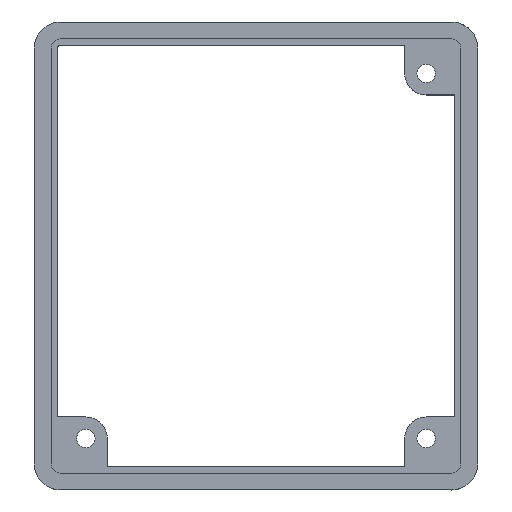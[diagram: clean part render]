
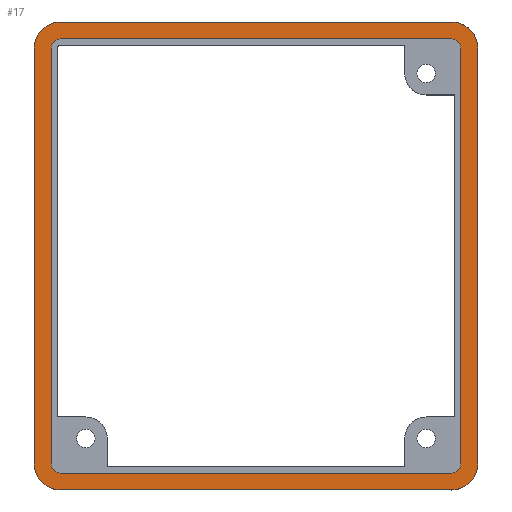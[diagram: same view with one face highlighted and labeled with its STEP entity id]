
A CAD part, top view. The second image highlights one B-rep face of the part: STEP entity #17.
In plain terms, the highlighted planar face has unit normal (0, 0, 1).
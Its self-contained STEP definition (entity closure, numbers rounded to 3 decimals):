
#17 = ADVANCED_FACE('',(#18,#88),#158,.T.);
#18 = FACE_BOUND('',#19,.T.);
#19 = EDGE_LOOP('',(#20,#31,#39,#48,#56,#65,#73,#82));
#20 = ORIENTED_EDGE('',*,*,#21,.T.);
#21 = EDGE_CURVE('',#22,#24,#26,.T.);
#22 = VERTEX_POINT('',#23);
#23 = CARTESIAN_POINT('',(-31.9,38.15,0.2));
#24 = VERTEX_POINT('',#25);
#25 = CARTESIAN_POINT('',(-36.15,33.9,0.2));
#26 = CIRCLE('',#27,4.25);
#27 = AXIS2_PLACEMENT_3D('',#28,#29,#30);
#28 = CARTESIAN_POINT('',(-31.9,33.9,0.2));
#29 = DIRECTION('',(0.,0.,1.));
#30 = DIRECTION('',(1.,0.,0.));
#31 = ORIENTED_EDGE('',*,*,#32,.F.);
#32 = EDGE_CURVE('',#33,#24,#35,.T.);
#33 = VERTEX_POINT('',#34);
#34 = CARTESIAN_POINT('',(-36.15,-33.9,0.2));
#35 = LINE('',#36,#37);
#36 = CARTESIAN_POINT('',(-36.15,-33.9,0.2));
#37 = VECTOR('',#38,1.);
#38 = DIRECTION('',(0.,1.,0.));
#39 = ORIENTED_EDGE('',*,*,#40,.T.);
#40 = EDGE_CURVE('',#33,#41,#43,.T.);
#41 = VERTEX_POINT('',#42);
#42 = CARTESIAN_POINT('',(-31.9,-38.15,0.2));
#43 = CIRCLE('',#44,4.25);
#44 = AXIS2_PLACEMENT_3D('',#45,#46,#47);
#45 = CARTESIAN_POINT('',(-31.9,-33.9,0.2));
#46 = DIRECTION('',(0.,0.,1.));
#47 = DIRECTION('',(1.,0.,0.));
#48 = ORIENTED_EDGE('',*,*,#49,.F.);
#49 = EDGE_CURVE('',#50,#41,#52,.T.);
#50 = VERTEX_POINT('',#51);
#51 = CARTESIAN_POINT('',(31.9,-38.15,0.2));
#52 = LINE('',#53,#54);
#53 = CARTESIAN_POINT('',(31.9,-38.15,0.2));
#54 = VECTOR('',#55,1.);
#55 = DIRECTION('',(-1.,0.,0.));
#56 = ORIENTED_EDGE('',*,*,#57,.T.);
#57 = EDGE_CURVE('',#50,#58,#60,.T.);
#58 = VERTEX_POINT('',#59);
#59 = CARTESIAN_POINT('',(36.15,-33.9,0.2));
#60 = CIRCLE('',#61,4.25);
#61 = AXIS2_PLACEMENT_3D('',#62,#63,#64);
#62 = CARTESIAN_POINT('',(31.9,-33.9,0.2));
#63 = DIRECTION('',(0.,0.,1.));
#64 = DIRECTION('',(1.,0.,0.));
#65 = ORIENTED_EDGE('',*,*,#66,.F.);
#66 = EDGE_CURVE('',#67,#58,#69,.T.);
#67 = VERTEX_POINT('',#68);
#68 = CARTESIAN_POINT('',(36.15,33.9,0.2));
#69 = LINE('',#70,#71);
#70 = CARTESIAN_POINT('',(36.15,33.9,0.2));
#71 = VECTOR('',#72,1.);
#72 = DIRECTION('',(0.,-1.,0.));
#73 = ORIENTED_EDGE('',*,*,#74,.T.);
#74 = EDGE_CURVE('',#67,#75,#77,.T.);
#75 = VERTEX_POINT('',#76);
#76 = CARTESIAN_POINT('',(31.9,38.15,0.2));
#77 = CIRCLE('',#78,4.25);
#78 = AXIS2_PLACEMENT_3D('',#79,#80,#81);
#79 = CARTESIAN_POINT('',(31.9,33.9,0.2));
#80 = DIRECTION('',(0.,0.,1.));
#81 = DIRECTION('',(1.,0.,0.));
#82 = ORIENTED_EDGE('',*,*,#83,.F.);
#83 = EDGE_CURVE('',#22,#75,#84,.T.);
#84 = LINE('',#85,#86);
#85 = CARTESIAN_POINT('',(-31.9,38.15,0.2));
#86 = VECTOR('',#87,1.);
#87 = DIRECTION('',(1.,0.,0.));
#88 = FACE_BOUND('',#89,.F.);
#89 = EDGE_LOOP('',(#90,#101,#109,#118,#126,#135,#143,#152));
#90 = ORIENTED_EDGE('',*,*,#91,.T.);
#91 = EDGE_CURVE('',#92,#94,#96,.T.);
#92 = VERTEX_POINT('',#93);
#93 = CARTESIAN_POINT('',(-31.9,35.4,0.2));
#94 = VERTEX_POINT('',#95);
#95 = CARTESIAN_POINT('',(-33.4,33.9,0.2));
#96 = CIRCLE('',#97,1.5);
#97 = AXIS2_PLACEMENT_3D('',#98,#99,#100);
#98 = CARTESIAN_POINT('',(-31.9,33.9,0.2));
#99 = DIRECTION('',(0.,0.,1.));
#100 = DIRECTION('',(1.,0.,0.));
#101 = ORIENTED_EDGE('',*,*,#102,.F.);
#102 = EDGE_CURVE('',#103,#94,#105,.T.);
#103 = VERTEX_POINT('',#104);
#104 = CARTESIAN_POINT('',(-33.4,-33.9,0.2));
#105 = LINE('',#106,#107);
#106 = CARTESIAN_POINT('',(-33.4,-33.9,0.2));
#107 = VECTOR('',#108,1.);
#108 = DIRECTION('',(0.,1.,0.));
#109 = ORIENTED_EDGE('',*,*,#110,.T.);
#110 = EDGE_CURVE('',#103,#111,#113,.T.);
#111 = VERTEX_POINT('',#112);
#112 = CARTESIAN_POINT('',(-31.9,-35.4,0.2));
#113 = CIRCLE('',#114,1.5);
#114 = AXIS2_PLACEMENT_3D('',#115,#116,#117);
#115 = CARTESIAN_POINT('',(-31.9,-33.9,0.2));
#116 = DIRECTION('',(0.,0.,1.));
#117 = DIRECTION('',(1.,0.,0.));
#118 = ORIENTED_EDGE('',*,*,#119,.F.);
#119 = EDGE_CURVE('',#120,#111,#122,.T.);
#120 = VERTEX_POINT('',#121);
#121 = CARTESIAN_POINT('',(31.9,-35.4,0.2));
#122 = LINE('',#123,#124);
#123 = CARTESIAN_POINT('',(31.9,-35.4,0.2));
#124 = VECTOR('',#125,1.);
#125 = DIRECTION('',(-1.,0.,0.));
#126 = ORIENTED_EDGE('',*,*,#127,.T.);
#127 = EDGE_CURVE('',#120,#128,#130,.T.);
#128 = VERTEX_POINT('',#129);
#129 = CARTESIAN_POINT('',(33.4,-33.9,0.2));
#130 = CIRCLE('',#131,1.5);
#131 = AXIS2_PLACEMENT_3D('',#132,#133,#134);
#132 = CARTESIAN_POINT('',(31.9,-33.9,0.2));
#133 = DIRECTION('',(0.,0.,1.));
#134 = DIRECTION('',(1.,0.,0.));
#135 = ORIENTED_EDGE('',*,*,#136,.F.);
#136 = EDGE_CURVE('',#137,#128,#139,.T.);
#137 = VERTEX_POINT('',#138);
#138 = CARTESIAN_POINT('',(33.4,33.9,0.2));
#139 = LINE('',#140,#141);
#140 = CARTESIAN_POINT('',(33.4,33.9,0.2));
#141 = VECTOR('',#142,1.);
#142 = DIRECTION('',(0.,-1.,0.));
#143 = ORIENTED_EDGE('',*,*,#144,.T.);
#144 = EDGE_CURVE('',#137,#145,#147,.T.);
#145 = VERTEX_POINT('',#146);
#146 = CARTESIAN_POINT('',(31.9,35.4,0.2));
#147 = CIRCLE('',#148,1.5);
#148 = AXIS2_PLACEMENT_3D('',#149,#150,#151);
#149 = CARTESIAN_POINT('',(31.9,33.9,0.2));
#150 = DIRECTION('',(0.,0.,1.));
#151 = DIRECTION('',(1.,0.,0.));
#152 = ORIENTED_EDGE('',*,*,#153,.F.);
#153 = EDGE_CURVE('',#92,#145,#154,.T.);
#154 = LINE('',#155,#156);
#155 = CARTESIAN_POINT('',(-31.9,35.4,0.2));
#156 = VECTOR('',#157,1.);
#157 = DIRECTION('',(1.,0.,0.));
#158 = PLANE('',#159);
#159 = AXIS2_PLACEMENT_3D('',#160,#161,#162);
#160 = CARTESIAN_POINT('',(0.,0.,0.2));
#161 = DIRECTION('',(0.,0.,1.));
#162 = DIRECTION('',(1.,0.,0.));
